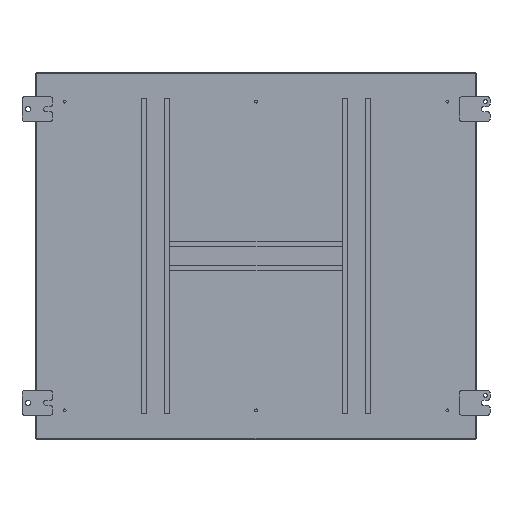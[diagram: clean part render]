
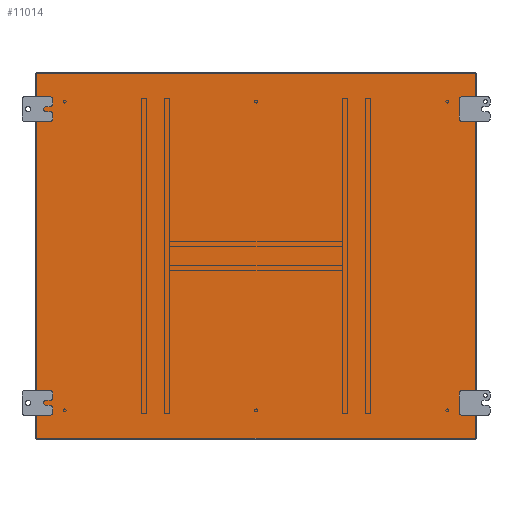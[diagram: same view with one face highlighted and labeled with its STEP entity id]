
A CAD part, left-side view. The second image highlights one B-rep face of the part: STEP entity #11014.
In plain terms, the highlighted face is planar.
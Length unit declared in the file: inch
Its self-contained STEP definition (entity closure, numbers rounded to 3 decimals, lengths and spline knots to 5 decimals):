
#329 = CARTESIAN_POINT ( 'NONE',  ( 14.892, 0., -17.928 ) ) ;
#1208 = DIRECTION ( 'NONE',  ( -1., 0., 0. ) ) ;
#2002 = EDGE_LOOP ( 'NONE', ( #115031, #61691, #8741, #50533 ) ) ;
#5098 = VECTOR ( 'NONE', #94812, 39.37008 ) ;
#8741 = ORIENTED_EDGE ( 'NONE', *, *, #16788, .F. ) ;
#11014 = ADVANCED_FACE ( 'NONE', ( #79509 ), #74260, .F. ) ;
#13818 = CARTESIAN_POINT ( 'NONE',  ( -14.892, 0., -17.928 ) ) ;
#14718 = DIRECTION ( 'NONE',  ( 0., 0., -1. ) ) ;
#16788 = EDGE_CURVE ( 'NONE', #45549, #76737, #66140, .T. ) ;
#19427 = DIRECTION ( 'NONE',  ( 1., 0., 0. ) ) ;
#21144 = VERTEX_POINT ( 'NONE', #44058 ) ;
#24549 = DIRECTION ( 'NONE',  ( 0., 0., 1. ) ) ;
#24621 = EDGE_CURVE ( 'NONE', #21144, #102201, #96246, .T. ) ;
#41198 = AXIS2_PLACEMENT_3D ( 'NONE', #112597, #66772, #14718 ) ;
#42319 = VECTOR ( 'NONE', #19427, 39.37008 ) ;
#44058 = CARTESIAN_POINT ( 'NONE',  ( 14.892, 0., 17.928 ) ) ;
#45549 = VERTEX_POINT ( 'NONE', #104866 ) ;
#50533 = ORIENTED_EDGE ( 'NONE', *, *, #101563, .F. ) ;
#54759 = CARTESIAN_POINT ( 'NONE',  ( -14.892, 0., 17.928 ) ) ;
#57800 = VECTOR ( 'NONE', #24549, 39.37008 ) ;
#60490 = CARTESIAN_POINT ( 'NONE',  ( 14.892, 0., -17.928 ) ) ;
#61691 = ORIENTED_EDGE ( 'NONE', *, *, #98992, .F. ) ;
#66140 = LINE ( 'NONE', #72288, #42319 ) ;
#66772 = DIRECTION ( 'NONE',  ( 0., -1., 0. ) ) ;
#72288 = CARTESIAN_POINT ( 'NONE',  ( -14.892, 0., -17.928 ) ) ;
#74260 = PLANE ( 'NONE',  #41198 ) ;
#76737 = VERTEX_POINT ( 'NONE', #329 ) ;
#79509 = FACE_OUTER_BOUND ( 'NONE', #2002, .T. ) ;
#80845 = VECTOR ( 'NONE', #1208, 39.37008 ) ;
#94812 = DIRECTION ( 'NONE',  ( 0., 0., -1. ) ) ;
#96246 = LINE ( 'NONE', #54759, #80845 ) ;
#97539 = LINE ( 'NONE', #13818, #5098 ) ;
#97745 = CARTESIAN_POINT ( 'NONE',  ( -14.892, 0., 17.928 ) ) ;
#98992 = EDGE_CURVE ( 'NONE', #76737, #21144, #112492, .T. ) ;
#101563 = EDGE_CURVE ( 'NONE', #102201, #45549, #97539, .T. ) ;
#102201 = VERTEX_POINT ( 'NONE', #97745 ) ;
#104866 = CARTESIAN_POINT ( 'NONE',  ( -14.892, 0., -17.928 ) ) ;
#112492 = LINE ( 'NONE', #60490, #57800 ) ;
#112597 = CARTESIAN_POINT ( 'NONE',  ( -14.892, 0., -17.928 ) ) ;
#115031 = ORIENTED_EDGE ( 'NONE', *, *, #24621, .F. ) ;
